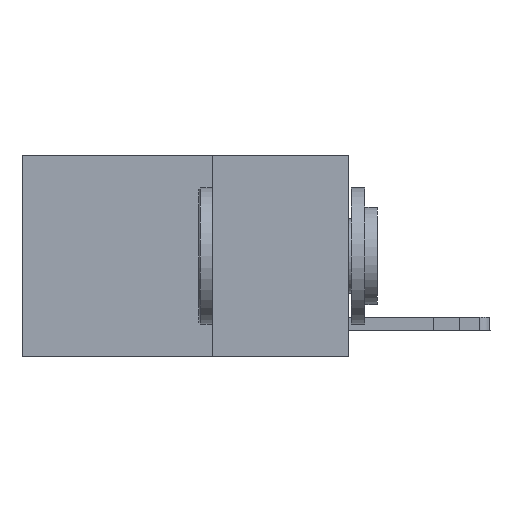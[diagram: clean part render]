
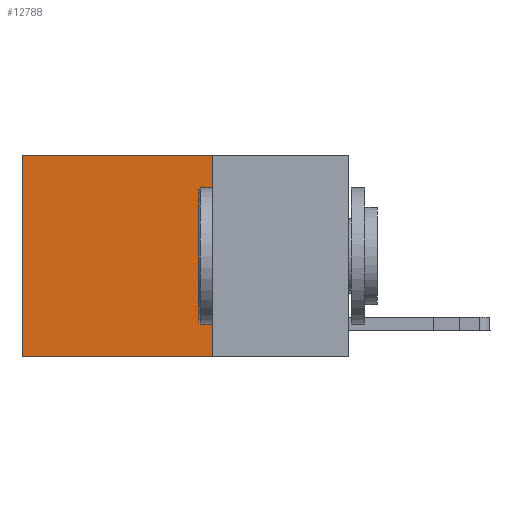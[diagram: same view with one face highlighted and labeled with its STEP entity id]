
A CAD part, left-side view. The second image highlights one B-rep face of the part: STEP entity #12788.
In plain terms, the highlighted planar face has unit normal (-1, 0, 0).
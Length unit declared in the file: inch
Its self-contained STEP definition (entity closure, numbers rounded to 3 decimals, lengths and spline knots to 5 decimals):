
#40 = AXIS2_PLACEMENT_3D ( 'NONE', #3152, #13880, #6903 ) ;
#407 = LINE ( 'NONE', #2325, #13288 ) ;
#588 = CARTESIAN_POINT ( 'NONE',  ( 0.2625, 0.25, -0.37 ) ) ;
#1301 = LINE ( 'NONE', #3699, #4188 ) ;
#1362 = VERTEX_POINT ( 'NONE', #10563 ) ;
#1574 = EDGE_CURVE ( 'NONE', #7219, #10057, #1301, .T. ) ;
#1585 = CARTESIAN_POINT ( 'NONE',  ( 0.2625, 0.6, 0. ) ) ;
#1820 = CARTESIAN_POINT ( 'NONE',  ( 0.2625, 0.25, -0.37 ) ) ;
#2315 = ORIENTED_EDGE ( 'NONE', *, *, #8654, .F. ) ;
#2322 = LINE ( 'NONE', #5639, #14238 ) ;
#2325 = CARTESIAN_POINT ( 'NONE',  ( 0.2625, 0.6, 0. ) ) ;
#3125 = DIRECTION ( 'NONE',  ( 0., 0., -1. ) ) ;
#3152 = CARTESIAN_POINT ( 'NONE',  ( 0.2625, 0.25, 0. ) ) ;
#3699 = CARTESIAN_POINT ( 'NONE',  ( 0.2625, 0.25, 0. ) ) ;
#3821 = DIRECTION ( 'NONE',  ( 0., 1., 0. ) ) ;
#4188 = VECTOR ( 'NONE', #3821, 39.37008 ) ;
#4510 = ORIENTED_EDGE ( 'NONE', *, *, #11562, .T. ) ;
#4736 = EDGE_LOOP ( 'NONE', ( #4510, #12349, #2315, #10467 ) ) ;
#5598 = VECTOR ( 'NONE', #13858, 39.37008 ) ;
#5639 = CARTESIAN_POINT ( 'NONE',  ( 0.2625, 0.25, 0. ) ) ;
#5668 = PLANE ( 'NONE',  #40 ) ;
#6707 = VERTEX_POINT ( 'NONE', #1820 ) ;
#6903 = DIRECTION ( 'NONE',  ( 0., 0., -1. ) ) ;
#7219 = VERTEX_POINT ( 'NONE', #10081 ) ;
#8654 = EDGE_CURVE ( 'NONE', #7219, #6707, #2322, .T. ) ;
#8833 = LINE ( 'NONE', #588, #5598 ) ;
#9561 = EDGE_CURVE ( 'NONE', #6707, #1362, #8833, .T. ) ;
#10057 = VERTEX_POINT ( 'NONE', #1585 ) ;
#10081 = CARTESIAN_POINT ( 'NONE',  ( 0.2625, 0.25, 0. ) ) ;
#10467 = ORIENTED_EDGE ( 'NONE', *, *, #1574, .T. ) ;
#10563 = CARTESIAN_POINT ( 'NONE',  ( 0.2625, 0.6, -0.37 ) ) ;
#10676 = FACE_OUTER_BOUND ( 'NONE', #4736, .T. ) ;
#10856 = DIRECTION ( 'NONE',  ( 0., 0., -1. ) ) ;
#11562 = EDGE_CURVE ( 'NONE', #10057, #1362, #407, .T. ) ;
#12349 = ORIENTED_EDGE ( 'NONE', *, *, #9561, .F. ) ;
#12788 = ADVANCED_FACE ( 'NONE', ( #10676 ), #5668, .F. ) ;
#13288 = VECTOR ( 'NONE', #10856, 39.37008 ) ;
#13858 = DIRECTION ( 'NONE',  ( 0., 1., 0. ) ) ;
#13880 = DIRECTION ( 'NONE',  ( 1., 0., 0. ) ) ;
#14238 = VECTOR ( 'NONE', #3125, 39.37008 ) ;
